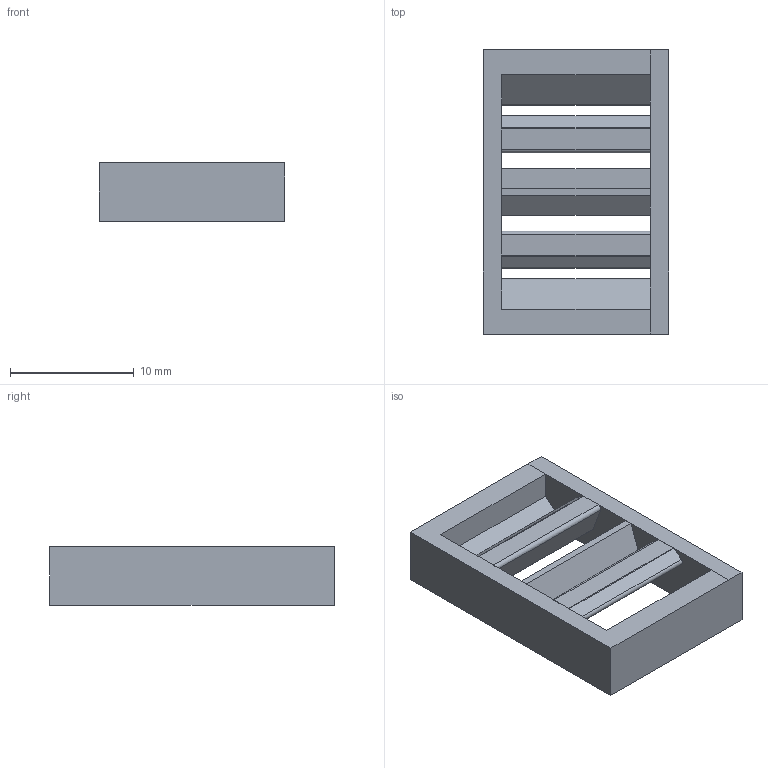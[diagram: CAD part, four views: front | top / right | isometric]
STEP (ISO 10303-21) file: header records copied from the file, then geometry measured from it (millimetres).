
FILE_DESCRIPTION(/* description */ (''),/* implementation_level */ '2;1');
FILE_NAME(/* name */ 'Mscular_fillet_buckles_circ.step',/* time_stamp */ '2021-05-21T10:18:43+02:00',/* author */ (''),/* organization */ (''),/* preprocessor_version */ 'ST-DEVELOPER v18.1',/* originating_system */ 'Autodesk Translation Framework v10.6.0.1341',/* authorisation */ '');
FILE_SCHEMA (('AUTOMOTIVE_DESIGN { 1 0 10303 214 3 1 1 }'));
Length unit declared in the file: millimetre
Products named in the file (2): Pièces filet; serrage_circ
Assembly tree (1 placements, depth 2):
  Pièces filet
    serrage_circ
Bounding box: 15 x 23 x 4.7 mm (x, y, z)
Volume: 887.3 mm3; surface area: 1295.1 mm2
Topology: 1 solids, 1 shells, 42 faces, 127 edges, 81 vertices
Faces by surface type: plane 30, cylinder 12
Entity records: 1480 total; most frequent: ORIENTED_EDGE 254, CARTESIAN_POINT 253, DIRECTION 245, EDGE_CURVE 127, LINE 99, VECTOR 99, VERTEX_POINT 81, AXIS2_PLACEMENT_3D 73
